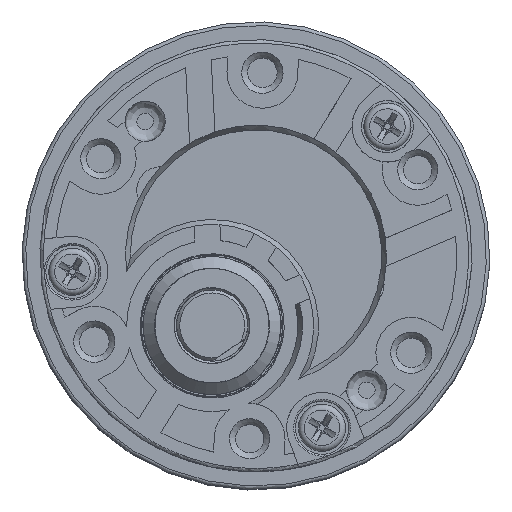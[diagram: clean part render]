
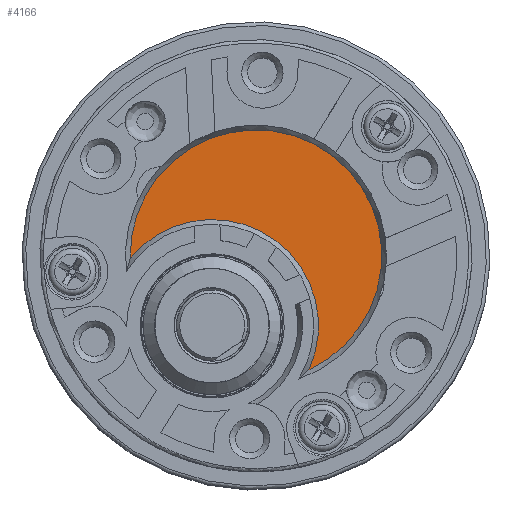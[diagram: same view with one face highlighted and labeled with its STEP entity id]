
A CAD part, top view. The second image highlights one B-rep face of the part: STEP entity #4166.
In plain terms, the highlighted planar face has unit normal (0, 0, 1).
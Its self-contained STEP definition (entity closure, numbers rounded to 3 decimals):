
#2016=FACE_OUTER_BOUND('',#7855,.T.);
#4166=ADVANCED_FACE('',(#2016),#5193,.T.);
#5193=PLANE('',#29265);
#7855=EDGE_LOOP('',(#14664,#14665));
#14664=ORIENTED_EDGE('',*,*,#20861,.F.);
#14665=ORIENTED_EDGE('',*,*,#20862,.T.);
#17380=VERTEX_POINT('',#45691);
#17381=VERTEX_POINT('',#45692);
#20861=EDGE_CURVE('',#17380,#17381,#22600,.T.);
#20862=EDGE_CURVE('',#17380,#17381,#22601,.T.);
#22600=CIRCLE('',#29263,9.);
#22601=CIRCLE('',#29264,10.65);
#29263=AXIS2_PLACEMENT_3D('',#45690,#37273,#37274);
#29264=AXIS2_PLACEMENT_3D('',#45693,#37275,#37276);
#29265=AXIS2_PLACEMENT_3D('',#45694,#37277,#37278);
#37273=DIRECTION('',(0.,0.,1.));
#37274=DIRECTION('',(-0.53,-0.848,0.));
#37275=DIRECTION('',(0.,0.,1.));
#37276=DIRECTION('',(-0.53,-0.848,0.));
#37277=DIRECTION('',(0.,0.,1.));
#37278=DIRECTION('',(-0.53,-0.848,0.));
#45690=CARTESIAN_POINT('',(-3.709,-5.936,59.2));
#45691=CARTESIAN_POINT('',(4.484,-9.66,59.2));
#45692=CARTESIAN_POINT('',(-10.648,-0.204,59.2));
#45693=CARTESIAN_POINT('',(0.,0.,59.2));
#45694=CARTESIAN_POINT('',(-1.855,-2.968,59.2));
